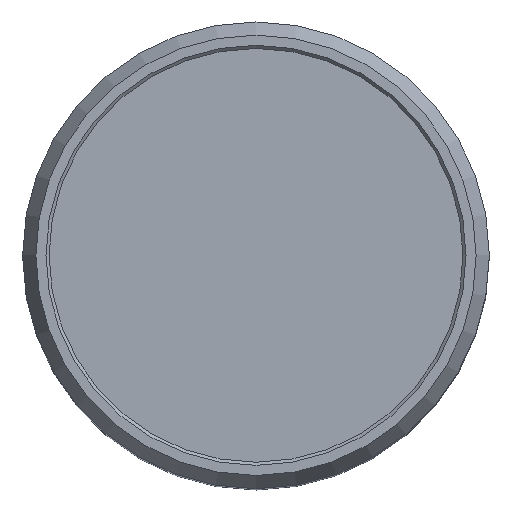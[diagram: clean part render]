
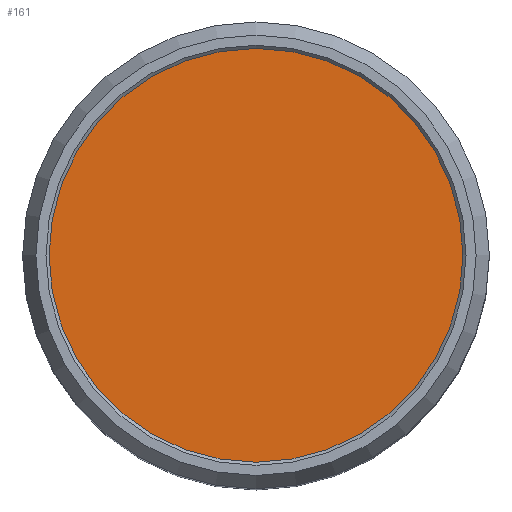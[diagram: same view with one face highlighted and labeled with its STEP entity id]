
A CAD part, top view. The second image highlights one B-rep face of the part: STEP entity #161.
In plain terms, the highlighted planar face has unit normal (0, 0, 1).
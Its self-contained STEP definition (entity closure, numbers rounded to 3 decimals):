
#19=PLANE('',#197);
#39=FACE_OUTER_BOUND('',#61,.T.);
#61=EDGE_LOOP('',(#126));
#78=CIRCLE('',#198,13.3);
#92=VERTEX_POINT('',#296);
#106=EDGE_CURVE('',#92,#92,#78,.T.);
#126=ORIENTED_EDGE('',*,*,#106,.T.);
#161=ADVANCED_FACE('',(#39),#19,.T.);
#197=AXIS2_PLACEMENT_3D('',#295,#243,#244);
#198=AXIS2_PLACEMENT_3D('',#297,#245,#246);
#243=DIRECTION('center_axis',(0.,0.,1.));
#244=DIRECTION('ref_axis',(-1.,0.,0.));
#245=DIRECTION('center_axis',(0.,0.,1.));
#246=DIRECTION('ref_axis',(1.,0.,0.));
#295=CARTESIAN_POINT('Origin',(0.,0.,0.));
#296=CARTESIAN_POINT('',(-13.3,0.,0.));
#297=CARTESIAN_POINT('Origin',(0.,0.,0.));
